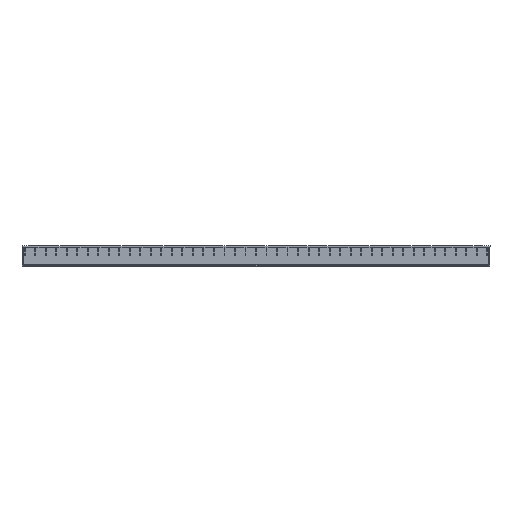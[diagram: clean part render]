
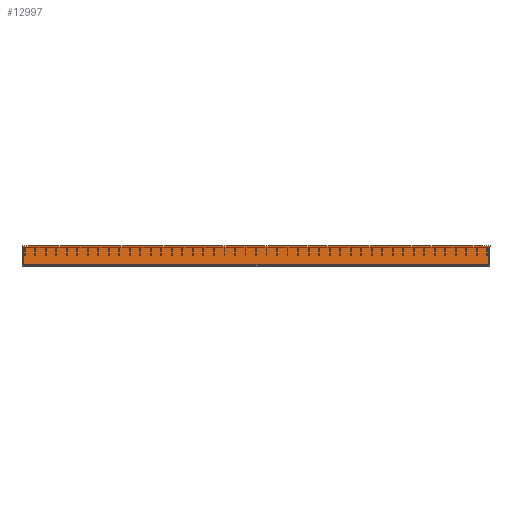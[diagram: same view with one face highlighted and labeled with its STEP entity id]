
A CAD part, top view. The second image highlights one B-rep face of the part: STEP entity #12997.
In plain terms, the highlighted planar face has unit normal (0, 0, 1).
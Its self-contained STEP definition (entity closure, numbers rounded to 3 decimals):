
#3069 = LINE ( 'NONE', #45344, #109167 ) ;
#4213 = CARTESIAN_POINT ( 'NONE',  ( 490., 10., 0. ) ) ;
#12997 = ADVANCED_FACE ( 'NONE', ( #110900 ), #50134, .F. ) ;
#14256 = CARTESIAN_POINT ( 'NONE',  ( 0., 10., 0. ) ) ;
#17578 = ORIENTED_EDGE ( 'NONE', *, *, #137037, .F. ) ;
#18458 = VERTEX_POINT ( 'NONE', #170540 ) ;
#24698 = CARTESIAN_POINT ( 'NONE',  ( 0., -10., 0. ) ) ;
#26734 = ORIENTED_EDGE ( 'NONE', *, *, #28306, .T. ) ;
#28306 = EDGE_CURVE ( 'NONE', #40015, #129288, #3069, .T. ) ;
#32968 = VERTEX_POINT ( 'NONE', #143783 ) ;
#37416 = B_SPLINE_CURVE_WITH_KNOTS ( 'NONE', 3,
 ( #24698, #64303, #76537, #38103 ),
 .UNSPECIFIED., .F., .F.,
 ( 4, 4 ),
 ( 0., 1. ),
 .UNSPECIFIED. ) ;
#38103 = CARTESIAN_POINT ( 'NONE',  ( 0., 10., 0. ) ) ;
#40015 = VERTEX_POINT ( 'NONE', #4213 ) ;
#45255 = ORIENTED_EDGE ( 'NONE', *, *, #146294, .F. ) ;
#45344 = CARTESIAN_POINT ( 'NONE',  ( 490., 10., 0. ) ) ;
#50045 = AXIS2_PLACEMENT_3D ( 'NONE', #75206, #115845, #90223 ) ;
#50134 = PLANE ( 'NONE',  #50045 ) ;
#58754 = LINE ( 'NONE', #148036, #169165 ) ;
#60819 = LINE ( 'NONE', #116554, #112913 ) ;
#64303 = CARTESIAN_POINT ( 'NONE',  ( 0., -3.333, 0. ) ) ;
#75206 = CARTESIAN_POINT ( 'NONE',  ( 490., 10., 0. ) ) ;
#76537 = CARTESIAN_POINT ( 'NONE',  ( 0., 3.333, 0. ) ) ;
#82254 = DIRECTION ( 'NONE',  ( -1., 0., 0. ) ) ;
#90223 = DIRECTION ( 'NONE',  ( 0., 1., 0. ) ) ;
#102615 = DIRECTION ( 'NONE',  ( 0., -1., 0. ) ) ;
#109167 = VECTOR ( 'NONE', #123887, 1000. ) ;
#110900 = FACE_OUTER_BOUND ( 'NONE', #137740, .T. ) ;
#112913 = VECTOR ( 'NONE', #102615, 1000. ) ;
#115845 = DIRECTION ( 'NONE',  ( 0., 0., -1. ) ) ;
#116554 = CARTESIAN_POINT ( 'NONE',  ( 490., 10., 0. ) ) ;
#123887 = DIRECTION ( 'NONE',  ( -1., 0., 0. ) ) ;
#129288 = VERTEX_POINT ( 'NONE', #14256 ) ;
#137037 = EDGE_CURVE ( 'NONE', #18458, #32968, #58754, .T. ) ;
#137740 = EDGE_LOOP ( 'NONE', ( #26734, #146492, #17578, #45255 ) ) ;
#143783 = CARTESIAN_POINT ( 'NONE',  ( 0., -10., 0. ) ) ;
#146294 = EDGE_CURVE ( 'NONE', #40015, #18458, #60819, .T. ) ;
#146492 = ORIENTED_EDGE ( 'NONE', *, *, #169721, .F. ) ;
#148036 = CARTESIAN_POINT ( 'NONE',  ( 490., -10., 0. ) ) ;
#169165 = VECTOR ( 'NONE', #82254, 1000. ) ;
#169721 = EDGE_CURVE ( 'NONE', #32968, #129288, #37416, .T. ) ;
#170540 = CARTESIAN_POINT ( 'NONE',  ( 490., -10., 0. ) ) ;
